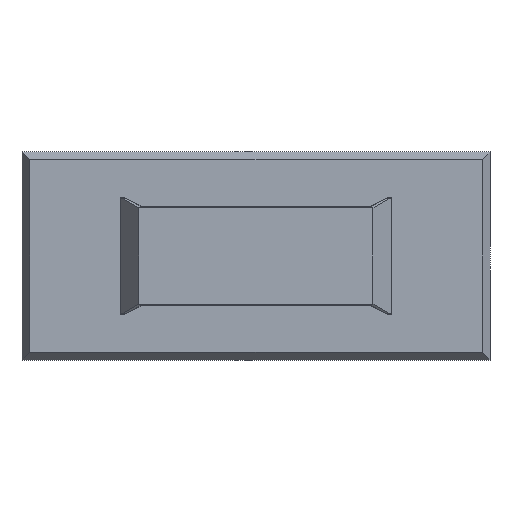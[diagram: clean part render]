
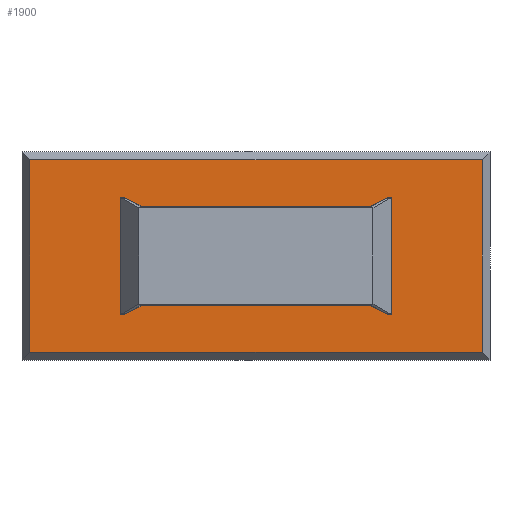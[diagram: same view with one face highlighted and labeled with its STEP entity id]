
A CAD part, front view. The second image highlights one B-rep face of the part: STEP entity #1900.
In plain terms, the highlighted free-form (B-spline) face has degree [1, 1] with [2, 2] control points.
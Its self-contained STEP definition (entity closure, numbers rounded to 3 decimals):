
#1900 = ADVANCED_FACE('',(#1901),#1931,.T.);
#1901 = FACE_BOUND('',#1902,.T.);
#1902 = EDGE_LOOP('',(#1903,#1912,#1919,#1926));
#1903 = ORIENTED_EDGE('',*,*,#1904,.T.);
#1904 = EDGE_CURVE('',#1905,#1907,#1909,.T.);
#1905 = VERTEX_POINT('',#1906);
#1906 = CARTESIAN_POINT('',(-891.656,614.136,
    379.876));
#1907 = VERTEX_POINT('',#1908);
#1908 = CARTESIAN_POINT('',(891.656,614.136,
    379.876));
#1909 = B_SPLINE_CURVE_WITH_KNOTS('',1,(#1910,#1911),.UNSPECIFIED.,.F.,
  .F.,(2,2),(0.,1742.265),.PIECEWISE_BEZIER_KNOTS.);
#1910 = CARTESIAN_POINT('',(-891.656,614.136,
    379.876));
#1911 = CARTESIAN_POINT('',(891.656,614.136,
    379.876));
#1912 = ORIENTED_EDGE('',*,*,#1913,.T.);
#1913 = EDGE_CURVE('',#1907,#1914,#1916,.T.);
#1914 = VERTEX_POINT('',#1915);
#1915 = CARTESIAN_POINT('',(891.656,614.136,
    -379.876));
#1916 = B_SPLINE_CURVE_WITH_KNOTS('',1,(#1917,#1918),.UNSPECIFIED.,.F.,
  .F.,(2,2),(0.,742.265),.PIECEWISE_BEZIER_KNOTS.);
#1917 = CARTESIAN_POINT('',(891.656,614.136,
    379.876));
#1918 = CARTESIAN_POINT('',(891.656,614.136,
    -379.876));
#1919 = ORIENTED_EDGE('',*,*,#1920,.T.);
#1920 = EDGE_CURVE('',#1914,#1921,#1923,.T.);
#1921 = VERTEX_POINT('',#1922);
#1922 = CARTESIAN_POINT('',(-891.656,614.136,
    -379.876));
#1923 = B_SPLINE_CURVE_WITH_KNOTS('',1,(#1924,#1925),.UNSPECIFIED.,.F.,
  .F.,(2,2),(0.,1742.265),.PIECEWISE_BEZIER_KNOTS.);
#1924 = CARTESIAN_POINT('',(891.656,614.136,
    -379.876));
#1925 = CARTESIAN_POINT('',(-891.656,614.136,
    -379.876));
#1926 = ORIENTED_EDGE('',*,*,#1927,.T.);
#1927 = EDGE_CURVE('',#1921,#1905,#1928,.T.);
#1928 = B_SPLINE_CURVE_WITH_KNOTS('',1,(#1929,#1930),.UNSPECIFIED.,.F.,
  .F.,(2,2),(0.,742.265),.PIECEWISE_BEZIER_KNOTS.);
#1929 = CARTESIAN_POINT('',(-891.656,614.136,
    -379.876));
#1930 = CARTESIAN_POINT('',(-891.656,614.136,
    379.876));
#1931 = B_SPLINE_SURFACE_WITH_KNOTS('',1,1,(
    (#1932,#1933)
    ,(#1934,#1935
    )),.UNSPECIFIED.,.F.,.F.,.F.,(2,2),(2,2),(0.,1.),(0.,1.),
  .PIECEWISE_BEZIER_KNOTS.);
#1932 = CARTESIAN_POINT('',(-891.656,614.136,
    -379.876));
#1933 = CARTESIAN_POINT('',(891.656,614.136,
    -379.876));
#1934 = CARTESIAN_POINT('',(-891.656,614.136,
    379.876));
#1935 = CARTESIAN_POINT('',(891.656,614.136,
    379.876));
